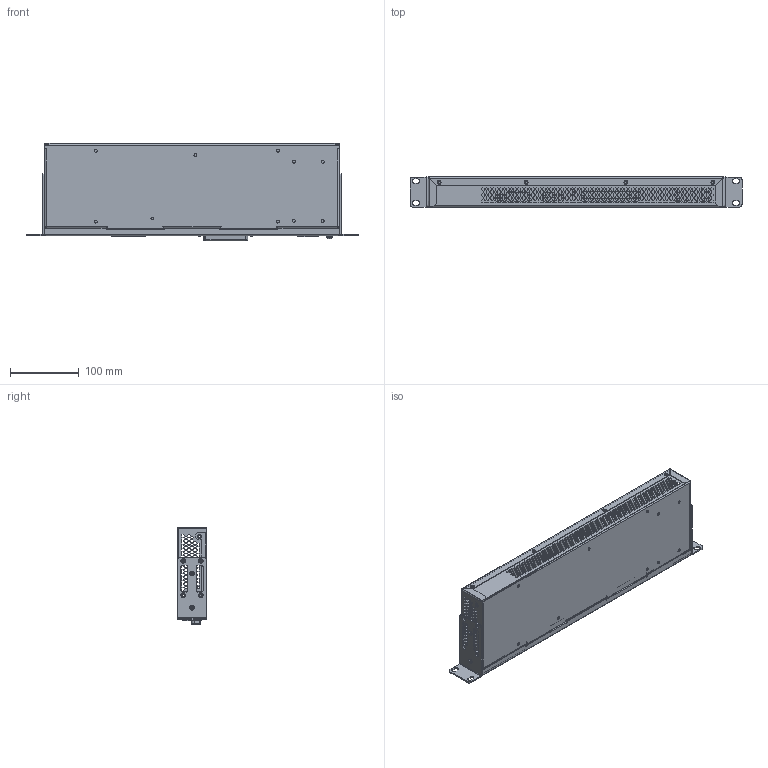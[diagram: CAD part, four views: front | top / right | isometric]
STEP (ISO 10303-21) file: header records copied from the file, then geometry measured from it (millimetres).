
FILE_DESCRIPTION (( 'STEP AP214' ), '1' );
FILE_NAME ('TAU-16.IP rev.B AC.STEP', '2025-01-29T08:38:31', ( '' ), ( '' ), 'SwSTEP 2.0', 'SolidWorks 2023', '' );
FILE_SCHEMA (( 'AUTOMOTIVE_DESIGN' ));
Length unit declared in the file: millimetre
Products named in the file (21): __Plate spm35-220x12 rev.b (1v0)_no ware; __Plate tau24(16) (1v5); __TAU24V3(0).19.1.021; __DIN7985 M4_DIN7985 M4x10; __LA1S10943_LA1S10943_Укороченные ножки; __RJ45_1X1_SH_RJ45_1X1_SH_3019AB5611(KINSUN); __SWT42_SWT42_SWT-42-4.3; __DIN127_DIN127 3.2 (M3); __TAU24ACV3(0).19.1.030_TAU-16IP; __TAU16ACV3(0).19.1.000_TAU16ACV3(0).19.1.000; __FLANGE.01.004.ХХХ_Eltex; __TAU24ACV3(0).19.1.031_TAU16ACV3(0).19.1.031; __TAU24V3(0).19.1.020; __SC9R1_SC9R1; __TAU24ACV3(0).19.1.011; __SFP_CAGE_1X1_SFP_CAGE_1X1; __ПП spm35-220x12 rev.b (1v0); TAU-16.IP rev.B AC; __CENR50F_CENR50F_CENR-50M без защелок; __TAU24ACV3(0).19.1.010; __DIN6798 А_DIN 6798A-4.3
Assembly tree (23 placements, depth 4):
  TAU-16.IP rev.B AC
    __Plate spm35-220x12 rev.b (1v0)_no ware
      __ПП spm35-220x12 rev.b (1v0)
        __SC9R1_SC9R1
      __DIN127_DIN127 3.2 (M3)  x2
    __Plate tau24(16) (1v5)
      __SFP_CAGE_1X1_SFP_CAGE_1X1
      __LA1S10943_LA1S10943_Укороченные ножки  x2
      __SWT42_SWT42_SWT-42-4.3
      __RJ45_1X1_SH_RJ45_1X1_SH_3019AB5611(KINSUN)
      __CENR50F_CENR50F_CENR-50M без защелок
    __DIN7985 M4_DIN7985 M4x10
    __DIN6798 А_DIN 6798A-4.3
    __TAU16ACV3(0).19.1.000_TAU16ACV3(0).19.1.000
      __FLANGE.01.004.ХХХ_Eltex  x2
      __TAU24ACV3(0).19.1.010
        __TAU24ACV3(0).19.1.011
      __TAU24V3(0).19.1.020
        __TAU24V3(0).19.1.021
      __TAU24ACV3(0).19.1.030_TAU-16IP
        __TAU24ACV3(0).19.1.031_TAU16ACV3(0).19.1.031
Bounding box: 482.6 x 43.6 x 141.26 mm (x, y, z)
Volume: 220861.4 mm3; surface area: 396667.4 mm2
Topology: 26 solids, 26 shells, 6053 faces, 17451 edges, 11478 vertices
Faces by surface type: plane 4878, cylinder 970, cone 122, bspline 54, torus 27, sphere 2
Entity records: 188023 total; most frequent: CARTESIAN_POINT 35092, ORIENTED_EDGE 32688, DIRECTION 29118, EDGE_CURVE 16344, VECTOR 14330, LINE 14330, VERTEX_POINT 10774, AXIS2_PLACEMENT_3D 7394
